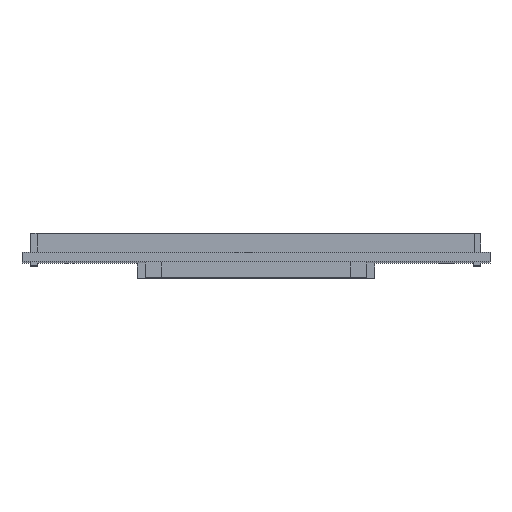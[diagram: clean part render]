
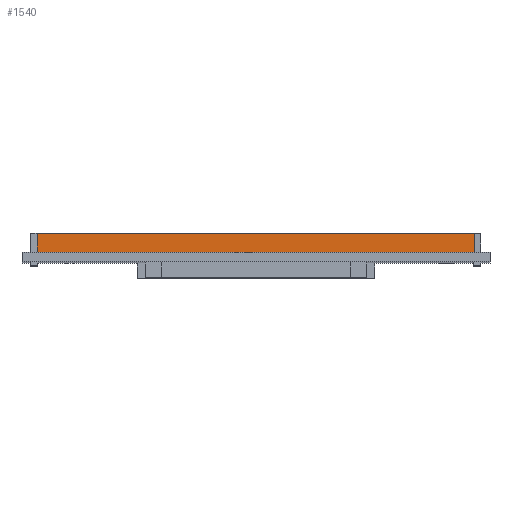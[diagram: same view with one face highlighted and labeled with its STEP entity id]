
A CAD part, top view. The second image highlights one B-rep face of the part: STEP entity #1540.
In plain terms, the highlighted planar face has unit normal (0, 0, 1).
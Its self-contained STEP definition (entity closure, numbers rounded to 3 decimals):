
#109=PLANE('',#1656);
#185=FACE_OUTER_BOUND('',#280,.T.);
#280=EDGE_LOOP('',(#1370,#1371,#1372,#1373));
#388=LINE('',#2263,#569);
#423=LINE('',#2341,#604);
#450=LINE('',#2395,#631);
#471=LINE('',#2438,#652);
#569=VECTOR('',#1852,10.);
#604=VECTOR('',#1917,10.);
#631=VECTOR('',#1962,10.);
#652=VECTOR('',#2003,10.);
#766=VERTEX_POINT('',#2260);
#767=VERTEX_POINT('',#2262);
#795=VERTEX_POINT('',#2339);
#813=VERTEX_POINT('',#2393);
#932=EDGE_CURVE('',#766,#767,#388,.T.);
#971=EDGE_CURVE('',#766,#795,#423,.T.);
#998=EDGE_CURVE('',#813,#795,#450,.T.);
#1019=EDGE_CURVE('',#767,#813,#471,.T.);
#1370=ORIENTED_EDGE('',*,*,#932,.F.);
#1371=ORIENTED_EDGE('',*,*,#971,.T.);
#1372=ORIENTED_EDGE('',*,*,#998,.F.);
#1373=ORIENTED_EDGE('',*,*,#1019,.F.);
#1540=ADVANCED_FACE('',(#185),#109,.T.);
#1656=AXIS2_PLACEMENT_3D('',#2456,#2022,#2023);
#1852=DIRECTION('',(-1.,0.,0.));
#1917=DIRECTION('',(0.,1.,0.));
#1962=DIRECTION('',(1.,0.,0.));
#2003=DIRECTION('',(0.,1.,0.));
#2022=DIRECTION('center_axis',(0.,0.,1.));
#2023=DIRECTION('ref_axis',(1.,0.,0.));
#2260=CARTESIAN_POINT('',(57.17,0.,89.9));
#2262=CARTESIAN_POINT('',(1.91,0.,89.9));
#2263=CARTESIAN_POINT('',(15.743,0.,89.9));
#2339=CARTESIAN_POINT('',(57.17,2.4,89.9));
#2341=CARTESIAN_POINT('',(57.17,0.,89.9));
#2393=CARTESIAN_POINT('',(1.91,2.4,89.9));
#2395=CARTESIAN_POINT('',(1.91,2.4,89.9));
#2438=CARTESIAN_POINT('',(1.91,0.,89.9));
#2456=CARTESIAN_POINT('Origin',(1.91,0.,89.9));
